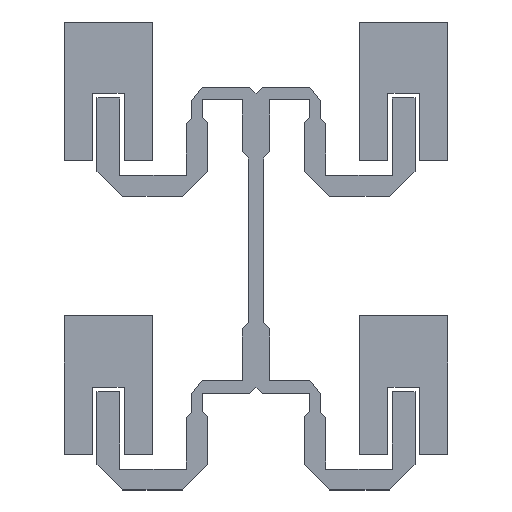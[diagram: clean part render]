
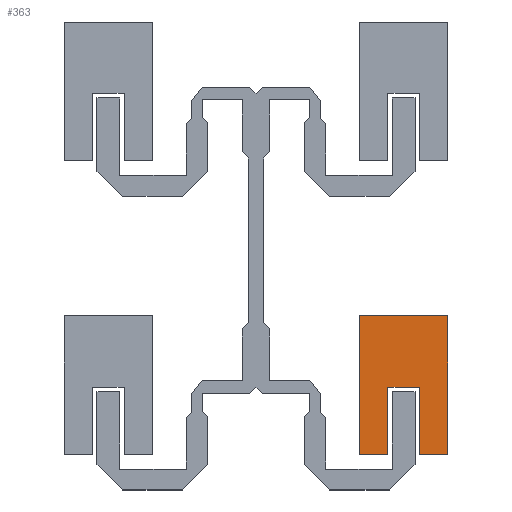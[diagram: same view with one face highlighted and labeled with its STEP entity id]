
A CAD part, top view. The second image highlights one B-rep face of the part: STEP entity #363.
In plain terms, the highlighted planar face has unit normal (0, 0, 1).
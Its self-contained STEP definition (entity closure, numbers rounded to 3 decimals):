
#363=ADVANCED_FACE('',(#729),#730,.F.);
#729=FACE_OUTER_BOUND('',#1124,.T.);
#730=PLANE('',#1125);
#1124=EDGE_LOOP('',(#2078,#2079,#2080,#2081,#2082,#2083,#2084,#2085));
#1125=AXIS2_PLACEMENT_3D('',#2086,#2087,#2088);
#2078=ORIENTED_EDGE('',*,*,#2687,.T.);
#2079=ORIENTED_EDGE('',*,*,#2692,.T.);
#2080=ORIENTED_EDGE('',*,*,#2696,.T.);
#2081=ORIENTED_EDGE('',*,*,#2700,.T.);
#2082=ORIENTED_EDGE('',*,*,#2704,.T.);
#2083=ORIENTED_EDGE('',*,*,#2708,.T.);
#2084=ORIENTED_EDGE('',*,*,#2712,.T.);
#2085=ORIENTED_EDGE('',*,*,#2715,.T.);
#2086=CARTESIAN_POINT('',(0.0,0.0,7.818));
#2087=DIRECTION('',(0.0,0.0,-1.0));
#2088=DIRECTION('',(0.0,-1.0,0.0));
#2687=EDGE_CURVE('',#3301,#3299,#3302,.T.);
#2692=EDGE_CURVE('',#3299,#3307,#3309,.T.);
#2696=EDGE_CURVE('',#3307,#3313,#3315,.T.);
#2700=EDGE_CURVE('',#3313,#3319,#3321,.T.);
#2704=EDGE_CURVE('',#3319,#3325,#3327,.T.);
#2708=EDGE_CURVE('',#3325,#3331,#3333,.T.);
#2712=EDGE_CURVE('',#3331,#3337,#3339,.T.);
#2715=EDGE_CURVE('',#3337,#3301,#3342,.T.);
#3299=VERTEX_POINT('',#4209);
#3301=VERTEX_POINT('',#4212);
#3302=LINE('',#4213,#4214);
#3307=VERTEX_POINT('',#4221);
#3309=LINE('',#4224,#4225);
#3313=VERTEX_POINT('',#4230);
#3315=LINE('',#4233,#4234);
#3319=VERTEX_POINT('',#4239);
#3321=LINE('',#4242,#4243);
#3325=VERTEX_POINT('',#4248);
#3327=LINE('',#4251,#4252);
#3331=VERTEX_POINT('',#4257);
#3333=LINE('',#4260,#4261);
#3337=VERTEX_POINT('',#4266);
#3339=LINE('',#4269,#4270);
#3342=LINE('',#4274,#4275);
#4209=CARTESIAN_POINT('',(62.539,-25.239,7.818));
#4212=CARTESIAN_POINT('',(62.539,-70.502,7.818));
#4213=CARTESIAN_POINT('',(62.539,-25.239,7.818));
#4214=VECTOR('',#4740,1100.0);
#4221=CARTESIAN_POINT('',(33.761,-25.239,7.818));
#4224=CARTESIAN_POINT('',(62.539,-25.239,7.818));
#4225=VECTOR('',#4744,1100.0);
#4230=CARTESIAN_POINT('',(33.761,-70.502,7.818));
#4233=CARTESIAN_POINT('',(33.761,-25.239,7.818));
#4234=VECTOR('',#4747,1100.0);
#4239=CARTESIAN_POINT('',(42.981,-70.502,7.818));
#4242=CARTESIAN_POINT('',(42.981,-70.502,7.818));
#4243=VECTOR('',#4750,1100.0);
#4248=CARTESIAN_POINT('',(42.981,-48.522,7.818));
#4251=CARTESIAN_POINT('',(42.981,-70.502,7.818));
#4252=VECTOR('',#4753,1100.0);
#4257=CARTESIAN_POINT('',(53.319,-48.522,7.818));
#4260=CARTESIAN_POINT('',(53.319,-48.522,7.818));
#4261=VECTOR('',#4756,1100.0);
#4266=CARTESIAN_POINT('',(53.319,-70.502,7.818));
#4269=CARTESIAN_POINT('',(53.319,-70.502,7.818));
#4270=VECTOR('',#4759,1100.0);
#4274=CARTESIAN_POINT('',(62.539,-70.502,7.818));
#4275=VECTOR('',#4761,1100.0);
#4740=DIRECTION('',(0.0,1.0,0.0));
#4744=DIRECTION('',(-1.0,0.,0.0));
#4747=DIRECTION('',(0.,-1.0,0.0));
#4750=DIRECTION('',(1.0,0.0,0.0));
#4753=DIRECTION('',(0.0,1.0,0.0));
#4756=DIRECTION('',(1.0,0.0,0.0));
#4759=DIRECTION('',(-0.0,-1.0,-0.0));
#4761=DIRECTION('',(1.0,0.0,0.0));
